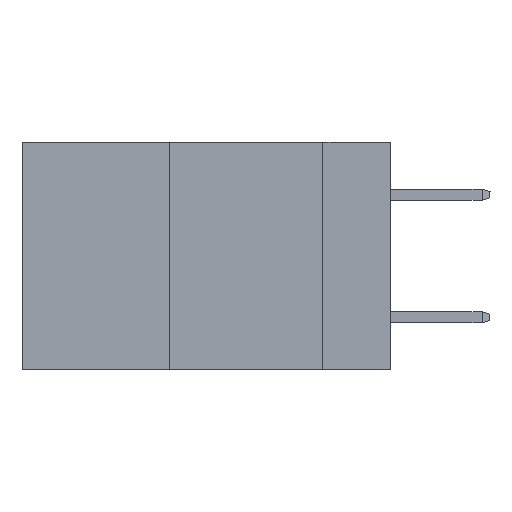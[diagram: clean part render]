
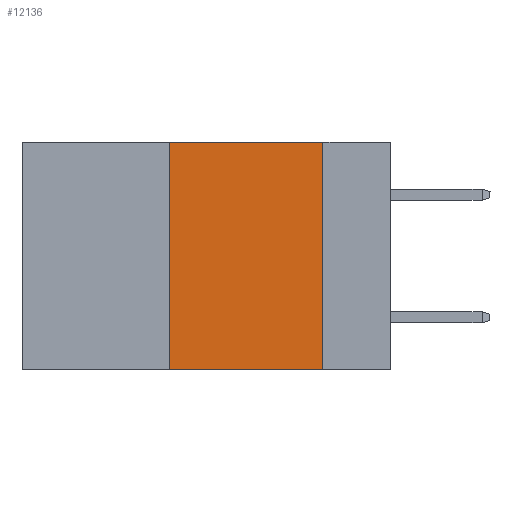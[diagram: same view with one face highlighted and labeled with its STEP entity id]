
A CAD part, left-side view. The second image highlights one B-rep face of the part: STEP entity #12136.
In plain terms, the highlighted planar face has unit normal (-1, 0, 0).
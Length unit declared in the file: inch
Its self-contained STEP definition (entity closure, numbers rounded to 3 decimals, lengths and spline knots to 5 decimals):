
#642 = DIRECTION ( 'NONE',  ( 0., -1., 0. ) ) ;
#919 = VECTOR ( 'NONE', #13278, 39.37008 ) ;
#1259 = VERTEX_POINT ( 'NONE', #7120 ) ;
#1495 = EDGE_CURVE ( 'NONE', #9308, #1259, #20645, .T. ) ;
#3740 = ORIENTED_EDGE ( 'NONE', *, *, #18244, .F. ) ;
#4827 = VECTOR ( 'NONE', #642, 39.37008 ) ;
#5994 = FACE_OUTER_BOUND ( 'NONE', #15000, .T. ) ;
#6420 = VERTEX_POINT ( 'NONE', #9190 ) ;
#7120 = CARTESIAN_POINT ( 'NONE',  ( 0., 0.36, 0. ) ) ;
#7241 = VECTOR ( 'NONE', #20597, 39.37008 ) ;
#8091 = LINE ( 'NONE', #11225, #7241 ) ;
#9190 = CARTESIAN_POINT ( 'NONE',  ( 0., 0.11, 0. ) ) ;
#9308 = VERTEX_POINT ( 'NONE', #11272 ) ;
#9381 = ORIENTED_EDGE ( 'NONE', *, *, #1495, .F. ) ;
#9427 = LINE ( 'NONE', #12820, #4827 ) ;
#10235 = DIRECTION ( 'NONE',  ( 1., 0., 0. ) ) ;
#10800 = CARTESIAN_POINT ( 'NONE',  ( 0., 0.36, 0. ) ) ;
#11225 = CARTESIAN_POINT ( 'NONE',  ( 0., 0.11, 0. ) ) ;
#11272 = CARTESIAN_POINT ( 'NONE',  ( 0., 0.36, -0.37 ) ) ;
#11522 = VERTEX_POINT ( 'NONE', #18354 ) ;
#11669 = AXIS2_PLACEMENT_3D ( 'NONE', #16749, #10235, #14175 ) ;
#12136 = ADVANCED_FACE ( 'NONE', ( #5994 ), #20381, .F. ) ;
#12820 = CARTESIAN_POINT ( 'NONE',  ( 0., 0.6, -0.37 ) ) ;
#13278 = DIRECTION ( 'NONE',  ( 0., 0., 1. ) ) ;
#13507 = LINE ( 'NONE', #21326, #17263 ) ;
#14175 = DIRECTION ( 'NONE',  ( 0., 0., -1. ) ) ;
#14356 = EDGE_CURVE ( 'NONE', #9308, #11522, #9427, .T. ) ;
#15000 = EDGE_LOOP ( 'NONE', ( #3740, #21555, #9381, #19863 ) ) ;
#15821 = DIRECTION ( 'NONE',  ( 0., -1., 0. ) ) ;
#16749 = CARTESIAN_POINT ( 'NONE',  ( 0., 0.6, 0. ) ) ;
#17263 = VECTOR ( 'NONE', #15821, 39.37008 ) ;
#18244 = EDGE_CURVE ( 'NONE', #6420, #11522, #8091, .T. ) ;
#18354 = CARTESIAN_POINT ( 'NONE',  ( 0., 0.11, -0.37 ) ) ;
#19863 = ORIENTED_EDGE ( 'NONE', *, *, #14356, .T. ) ;
#20381 = PLANE ( 'NONE',  #11669 ) ;
#20597 = DIRECTION ( 'NONE',  ( 0., 0., -1. ) ) ;
#20608 = EDGE_CURVE ( 'NONE', #1259, #6420, #13507, .T. ) ;
#20645 = LINE ( 'NONE', #10800, #919 ) ;
#21326 = CARTESIAN_POINT ( 'NONE',  ( 0., 0.6, 0. ) ) ;
#21555 = ORIENTED_EDGE ( 'NONE', *, *, #20608, .F. ) ;
